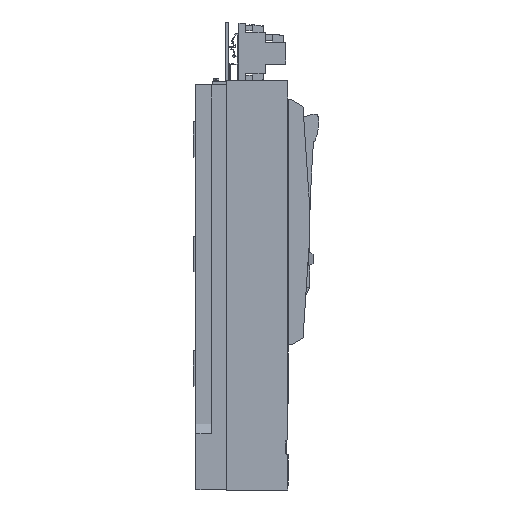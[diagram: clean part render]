
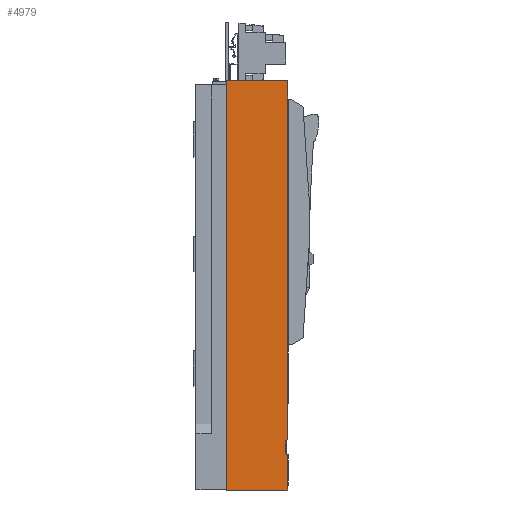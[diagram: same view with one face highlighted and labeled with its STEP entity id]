
A CAD part, left-side view. The second image highlights one B-rep face of the part: STEP entity #4979.
In plain terms, the highlighted planar face has unit normal (-1, 0, 0).
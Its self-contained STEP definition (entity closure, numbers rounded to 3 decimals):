
#4979=ADVANCED_FACE('',(#6764),#5952,.F.);
#5952=PLANE('',#23168);
#6764=FACE_OUTER_BOUND('',#7619,.T.);
#7619=EDGE_LOOP('',(#8848,#8849,#8850,#8851,#8852,#8853,#8854,#8855,#8856,
#8857));
#8848=ORIENTED_EDGE('',*,*,#16038,.F.);
#8849=ORIENTED_EDGE('',*,*,#16039,.F.);
#8850=ORIENTED_EDGE('',*,*,#16040,.T.);
#8851=ORIENTED_EDGE('',*,*,#16041,.T.);
#8852=ORIENTED_EDGE('',*,*,#16042,.F.);
#8853=ORIENTED_EDGE('',*,*,#16043,.T.);
#8854=ORIENTED_EDGE('',*,*,#16044,.T.);
#8855=ORIENTED_EDGE('',*,*,#16045,.F.);
#8856=ORIENTED_EDGE('',*,*,#16046,.F.);
#8857=ORIENTED_EDGE('',*,*,#16014,.F.);
#14200=VERTEX_POINT('',#29351);
#14201=VERTEX_POINT('',#29353);
#14220=VERTEX_POINT('',#29402);
#14221=VERTEX_POINT('',#29404);
#14222=VERTEX_POINT('',#29406);
#14223=VERTEX_POINT('',#29408);
#14224=VERTEX_POINT('',#29410);
#14225=VERTEX_POINT('',#29412);
#14226=VERTEX_POINT('',#29414);
#14227=VERTEX_POINT('',#29416);
#16014=EDGE_CURVE('',#14200,#14201,#18704,.T.);
#16038=EDGE_CURVE('',#14220,#14200,#18728,.T.);
#16039=EDGE_CURVE('',#14221,#14220,#18729,.T.);
#16040=EDGE_CURVE('',#14221,#14222,#18730,.T.);
#16041=EDGE_CURVE('',#14222,#14223,#18731,.T.);
#16042=EDGE_CURVE('',#14224,#14223,#18732,.T.);
#16043=EDGE_CURVE('',#14224,#14225,#18733,.T.);
#16044=EDGE_CURVE('',#14225,#14226,#18734,.T.);
#16045=EDGE_CURVE('',#14227,#14226,#18735,.T.);
#16046=EDGE_CURVE('',#14201,#14227,#18736,.T.);
#18704=LINE('',#29352,#20931);
#18728=LINE('',#29401,#20955);
#18729=LINE('',#29403,#20956);
#18730=LINE('',#29405,#20957);
#18731=LINE('',#29407,#20958);
#18732=LINE('',#29409,#20959);
#18733=LINE('',#29411,#20960);
#18734=LINE('',#29413,#20961);
#18735=LINE('',#29415,#20962);
#18736=LINE('',#29417,#20963);
#20931=VECTOR('',#24484,1.);
#20955=VECTOR('',#24520,1.);
#20956=VECTOR('',#24521,1.);
#20957=VECTOR('',#24522,1.);
#20958=VECTOR('',#24523,1.);
#20959=VECTOR('',#24524,1.);
#20960=VECTOR('',#24525,1.);
#20961=VECTOR('',#24526,1.);
#20962=VECTOR('',#24527,1.);
#20963=VECTOR('',#24528,1.);
#23168=AXIS2_PLACEMENT_3D('',#29418,#24529,#24530);
#24484=DIRECTION('',(0.,0.,1.));
#24520=DIRECTION('',(0.,1.,0.));
#24521=DIRECTION('',(0.,0.,-1.));
#24522=DIRECTION('',(0.,0.811,0.585));
#24523=DIRECTION('',(0.,0.,1.));
#24524=DIRECTION('',(0.,0.891,-0.455));
#24525=DIRECTION('',(0.,0.,1.));
#24526=DIRECTION('',(0.,1.,0.));
#24527=DIRECTION('',(0.,0.,1.));
#24528=DIRECTION('',(0.,0.,1.));
#24529=DIRECTION('',(1.,0.,0.));
#24530=DIRECTION('',(0.,1.,0.));
#29351=CARTESIAN_POINT('',(-49.5,-54.,-377.024));
#29352=CARTESIAN_POINT('',(-49.5,-54.,-49.698));
#29353=CARTESIAN_POINT('',(-49.5,-54.,-377.));
#29401=CARTESIAN_POINT('',(-49.5,-101.953,-377.024));
#29402=CARTESIAN_POINT('',(-49.5,-152.905,-377.024));
#29403=CARTESIAN_POINT('',(-49.5,-152.905,-0.024));
#29404=CARTESIAN_POINT('',(-49.5,-152.905,-320.602));
#29405=CARTESIAN_POINT('',(-49.5,-151.155,-319.34));
#29406=CARTESIAN_POINT('',(-49.5,-149.405,-318.078));
#29407=CARTESIAN_POINT('',(-49.5,-149.405,-307.905));
#29408=CARTESIAN_POINT('',(-49.5,-149.405,-297.732));
#29409=CARTESIAN_POINT('',(-49.5,-151.155,-296.839));
#29410=CARTESIAN_POINT('',(-49.5,-152.905,-295.946));
#29411=CARTESIAN_POINT('',(-49.5,-152.905,-9.213));
#29412=CARTESIAN_POINT('',(-49.5,-152.905,283.976));
#29413=CARTESIAN_POINT('',(-49.5,-3.912,283.976));
#29414=CARTESIAN_POINT('',(-49.5,-54.,283.976));
#29415=CARTESIAN_POINT('',(-49.5,-54.,-49.698));
#29416=CARTESIAN_POINT('',(-49.5,-54.,277.5));
#29417=CARTESIAN_POINT('',(-49.5,-54.,-49.698));
#29418=CARTESIAN_POINT('',(-49.5,0.,0.));
